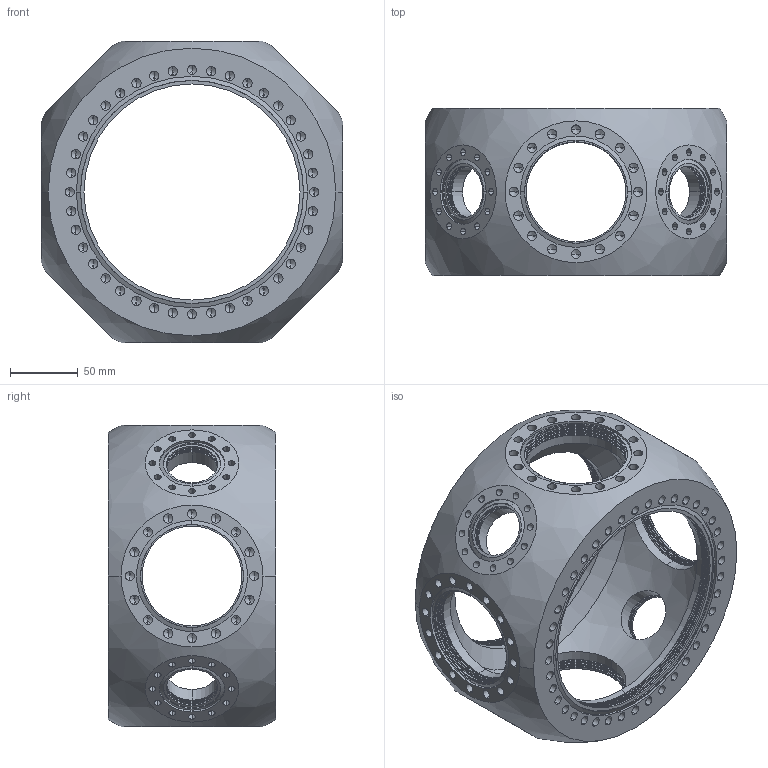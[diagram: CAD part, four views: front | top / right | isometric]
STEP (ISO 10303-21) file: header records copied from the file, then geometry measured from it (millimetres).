
FILE_DESCRIPTION (( 'STEP AP214' ), '1' );
FILE_NAME ('多面体-2CF150+4CF63+4CF35.STEP', '2023-10-30T01:46:51', ( '' ), ( '' ), 'SwSTEP 2.0', 'SolidWorks 2020', '' );
FILE_SCHEMA (( 'AUTOMOTIVE_DESIGN' ));
Length unit declared in the file: millimetre
Products named in the file (1): 嗣醱极-2CF150+4CF63+4CF35
Bounding box: 223 x 124 x 223 mm (x, y, z)
Volume: 1349616.4 mm3; surface area: 265471.9 mm2
Topology: 1 solids, 1 shells, 1032 faces, 2486 edges, 1322 vertices
Faces by surface type: cylinder 476, cone 428, plane 72, torus 52, sphere 4
Entity records: 31546 total; most frequent: DIRECTION 5346, CARTESIAN_POINT 4445, ORIENTED_EDGE 4184, AXIS2_PLACEMENT_3D 2221, EDGE_CURVE 2092, VERTEX_POINT 1320, EDGE_LOOP 1308, CIRCLE 1188
